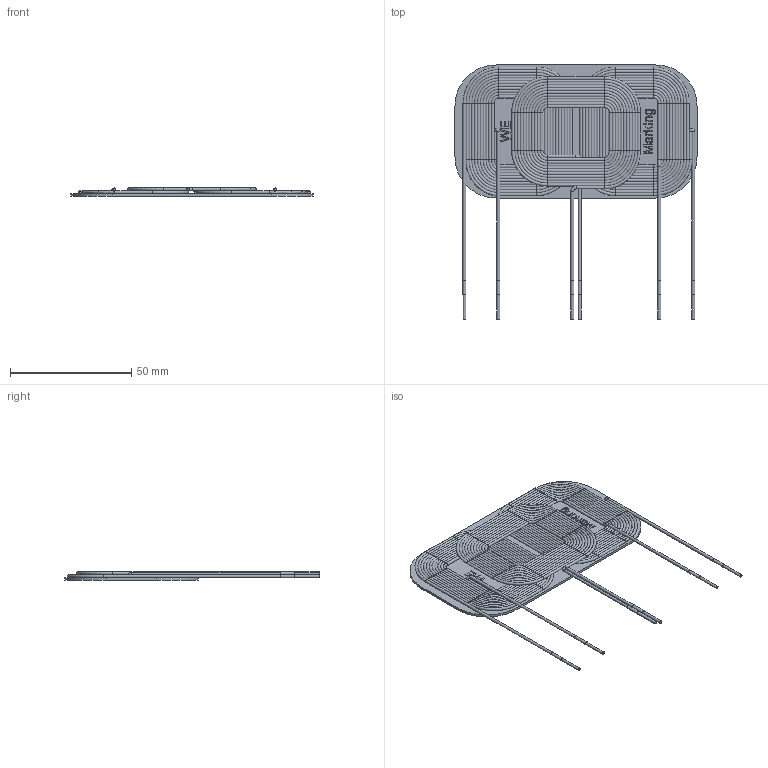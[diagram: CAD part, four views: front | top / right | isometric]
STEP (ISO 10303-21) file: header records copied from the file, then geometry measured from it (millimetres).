
FILE_DESCRIPTION(/* description */ ('Unknown'),/* implementation_level */ '2;1');
FILE_NAME(/* name */ '760308103113',/* time_stamp */ '2018-09-13T10:44:20+08:00',/* author */ ('Unknown'),/* organization */ ('Unknown'),/* preprocessor_version */ 'ST-DEVELOPER v16.7',/* originating_system */ 'DEX',/* authorisation */ $);
FILE_SCHEMA (('AUTOMOTIVE_DESIGN {1 0 10303 214 3 1 1}'));
Length unit declared in the file: millimetre
Products named in the file (5): 760308103113; Ferrite; Coil 1; Coil3; Coil2
Assembly tree (4 placements, depth 2):
  760308103113
    Ferrite
    Coil 1
    Coil3
    Coil2
Bounding box: 100 x 105 x 3.47 mm (x, y, z)
Volume: 10300.2 mm3; surface area: 28189.1 mm2
Topology: 4 solids, 4 shells, 416 faces, 915 edges, 523 vertices
Faces by surface type: cylinder 156, plane 101, torus 101, bspline 58
Full cylindrical faces by diameter (mm): 1.14 x6, 1.16 x140, 1.3 x6
Entity records: 18026 total; most frequent: CARTESIAN_POINT 7566, DIRECTION 1454, ORIENTED_EDGE 1194, EDGE_LOOP 746, FACE_BOUND 746, AXIS2_PLACEMENT_3D 676, EDGE_CURVE 597, VERTEX_POINT 503
